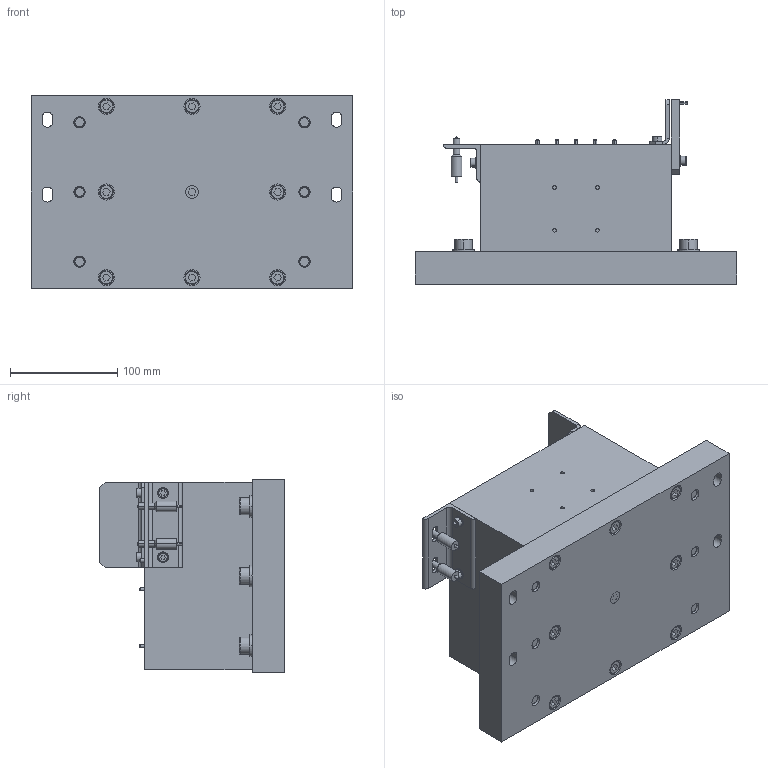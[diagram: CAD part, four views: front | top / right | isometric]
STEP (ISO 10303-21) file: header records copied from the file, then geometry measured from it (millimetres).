
FILE_DESCRIPTION (( 'STEP AP203' ), '1' );
FILE_NAME ('Moteur_Translation_Attache_Un_sldprt.STEP', '2018-04-10T07:33:24', ( '' ), ( '' ), 'SwSTEP 2.0', 'SolidWorks 2017', '' );
FILE_SCHEMA (( 'CONFIG_CONTROL_DESIGN' ));
Length unit declared in the file: millimetre
Products named in the file (1): Moteur_Translation_Attache_Un_sldprt
Bounding box: 300 x 172.17 x 180 mm (x, y, z)
Volume: 3197260.4 mm3; surface area: 407198.5 mm2
Topology: 61 solids, 61 shells, 1150 faces, 2555 edges, 1614 vertices
Faces by surface type: plane 543, cylinder 391, cone 120, torus 92, sphere 4
Entity records: 31858 total; most frequent: DIRECTION 5887, CARTESIAN_POINT 5292, ORIENTED_EDGE 5054, EDGE_CURVE 2527, AXIS2_PLACEMENT_3D 2209, VERTEX_POINT 1614, VECTOR 1469, LINE 1469
